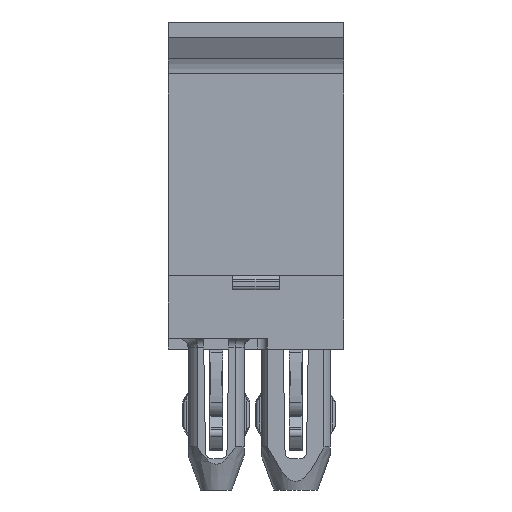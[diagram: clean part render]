
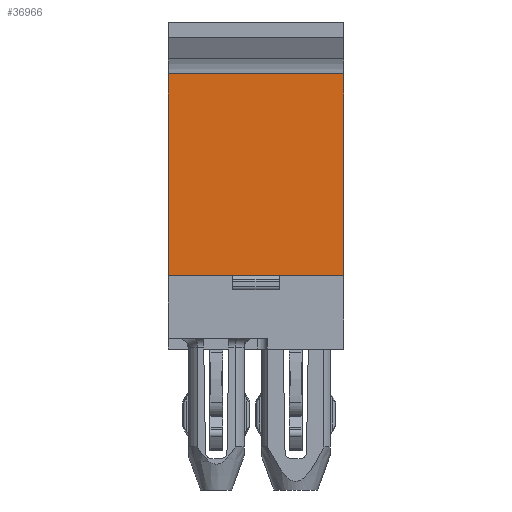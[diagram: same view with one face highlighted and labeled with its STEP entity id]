
A CAD part, left-side view. The second image highlights one B-rep face of the part: STEP entity #36966.
In plain terms, the highlighted planar face has unit normal (-1, 0, 0).
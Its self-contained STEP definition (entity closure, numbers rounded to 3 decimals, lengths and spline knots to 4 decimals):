
#1808=PLANE('',#42704);
#12017=ORIENTED_EDGE('',*,*,#18203,.F.);
#12018=ORIENTED_EDGE('',*,*,#18213,.T.);
#12019=ORIENTED_EDGE('',*,*,#18211,.T.);
#12020=ORIENTED_EDGE('',*,*,#18214,.F.);
#18203=EDGE_CURVE('',#21974,#21975,#26005,.T.);
#18211=EDGE_CURVE('',#21979,#21978,#26009,.T.);
#18213=EDGE_CURVE('',#21974,#21979,#26011,.T.);
#18214=EDGE_CURVE('',#21975,#21978,#26012,.T.);
#21974=VERTEX_POINT('',#63655);
#21975=VERTEX_POINT('',#63656);
#21978=VERTEX_POINT('',#63668);
#21979=VERTEX_POINT('',#63670);
#26005=LINE('',#63654,#30254);
#26009=LINE('',#63669,#30258);
#26011=LINE('',#63673,#30260);
#26012=LINE('',#63674,#30261);
#30254=VECTOR('',#51845,1000.);
#30258=VECTOR('',#51861,1000.);
#30260=VECTOR('',#51865,1000.);
#30261=VECTOR('',#51866,1000.);
#32595=EDGE_LOOP('',(#12017,#12018,#12019,#12020));
#34594=FACE_BOUND('',#32595,.T.);
#36966=ADVANCED_FACE('',(#34594),#1808,.F.);
#42704=AXIS2_PLACEMENT_3D('',#63672,#51863,#51864);
#51845=DIRECTION('',(0.,-1.,0.));
#51861=DIRECTION('',(0.,-1.,0.));
#51863=DIRECTION('',(1.,0.,0.));
#51864=DIRECTION('',(0.,0.,-1.));
#51865=DIRECTION('',(0.,0.,-1.));
#51866=DIRECTION('',(0.,0.,-1.));
#63654=CARTESIAN_POINT('',(-13.9,0.,0.7409));
#63655=CARTESIAN_POINT('',(-13.9,2.8,0.7409));
#63656=CARTESIAN_POINT('',(-13.9,-2.8,0.7409));
#63668=CARTESIAN_POINT('',(-13.9,-2.8,-5.7));
#63669=CARTESIAN_POINT('',(-13.9,2.8,-5.7));
#63670=CARTESIAN_POINT('',(-13.9,2.8,-5.7));
#63672=CARTESIAN_POINT('',(-13.9,2.8,1.));
#63673=CARTESIAN_POINT('',(-13.9,2.8,0.));
#63674=CARTESIAN_POINT('',(-13.9,-2.8,0.));
